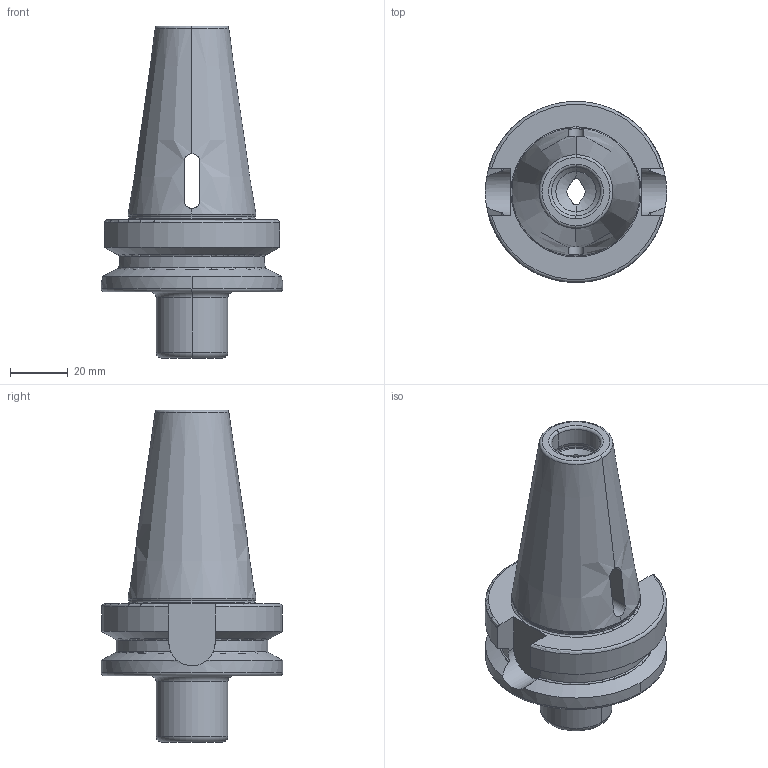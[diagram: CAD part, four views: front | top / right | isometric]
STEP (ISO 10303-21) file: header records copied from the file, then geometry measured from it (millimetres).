
FILE_DESCRIPTION((''),'2;1');
FILE_NAME('405_07_01','2020-07-27T',('101107'),(''),'CREO PARAMETRIC BY PTC INC, 2016260','CREO PARAMETRIC BY PTC INC, 2016260','');
FILE_SCHEMA(('CONFIG_CONTROL_DESIGN'));
Length unit declared in the file: millimetre
Products named in the file (1): 405_07_01
Bounding box: 63 x 63 x 115.4 mm (x, y, z)
Volume: 128630.2 mm3; surface area: 25389.6 mm2
Topology: 1 solids, 1 shells, 92 faces, 242 edges, 150 vertices
Faces by surface type: torus 28, cylinder 26, plane 22, cone 16
Entity records: 3218 total; most frequent: CARTESIAN_POINT 915, ORIENTED_EDGE 484, DIRECTION 482, EDGE_CURVE 242, AXIS2_PLACEMENT_3D 201, VERTEX_POINT 150, CIRCLE 106, EDGE_LOOP 96
